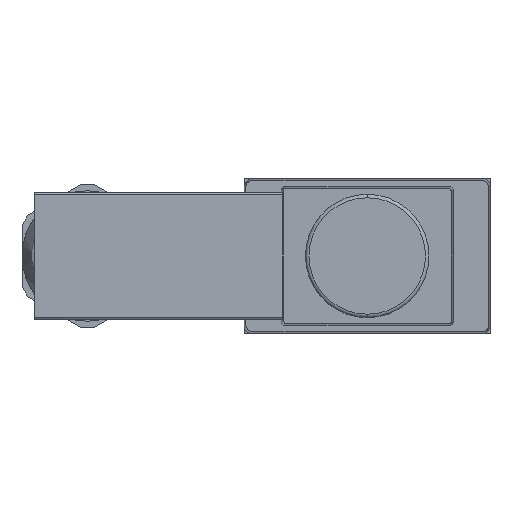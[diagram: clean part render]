
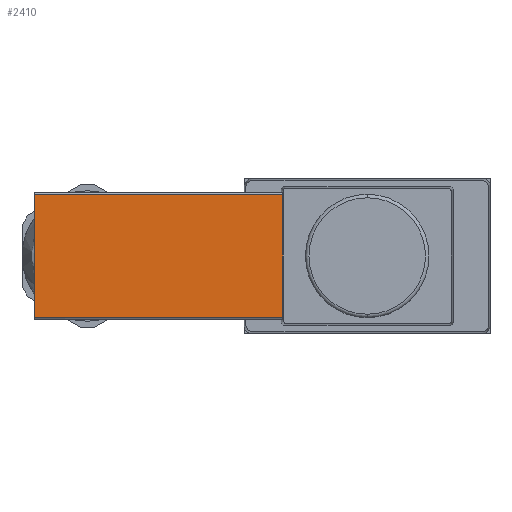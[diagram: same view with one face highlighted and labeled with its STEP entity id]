
A CAD part, left-side view. The second image highlights one B-rep face of the part: STEP entity #2410.
In plain terms, the highlighted planar face has unit normal (-1, 0, 0).
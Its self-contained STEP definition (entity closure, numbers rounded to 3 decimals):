
#451 = DIRECTION ( 'NONE',  ( 0., 0., -1. ) ) ;
#513 = LINE ( 'NONE', #6983, #3330 ) ;
#714 = ORIENTED_EDGE ( 'NONE', *, *, #4443, .F. ) ;
#898 = LINE ( 'NONE', #2687, #5179 ) ;
#1552 = PLANE ( 'NONE',  #1702 ) ;
#1702 = AXIS2_PLACEMENT_3D ( 'NONE', #2111, #2671, #6438 ) ;
#2111 = CARTESIAN_POINT ( 'NONE',  ( -86.94, -500000., 9.05 ) ) ;
#2380 = CARTESIAN_POINT ( 'NONE',  ( -86.94, 12.004, 8.75 ) ) ;
#2410 = ADVANCED_FACE ( 'NONE', ( #4507 ), #1552, .T. ) ;
#2671 = DIRECTION ( 'NONE',  ( -1., 0., 0. ) ) ;
#2685 = ORIENTED_EDGE ( 'NONE', *, *, #4355, .F. ) ;
#2687 = CARTESIAN_POINT ( 'NONE',  ( -86.94, -500000., 8.75 ) ) ;
#3247 = EDGE_CURVE ( 'NONE', #3817, #5759, #513, .T. ) ;
#3309 = CARTESIAN_POINT ( 'NONE',  ( -86.94, -500000., -8.75 ) ) ;
#3330 = VECTOR ( 'NONE', #451, 1000. ) ;
#3631 = VECTOR ( 'NONE', #6764, 1000. ) ;
#3706 = VERTEX_POINT ( 'NONE', #6071 ) ;
#3817 = VERTEX_POINT ( 'NONE', #2380 ) ;
#3882 = DIRECTION ( 'NONE',  ( 0., 1., 0. ) ) ;
#4131 = EDGE_CURVE ( 'NONE', #4419, #3706, #6466, .T. ) ;
#4283 = ORIENTED_EDGE ( 'NONE', *, *, #4131, .T. ) ;
#4355 = EDGE_CURVE ( 'NONE', #4419, #3817, #898, .T. ) ;
#4419 = VERTEX_POINT ( 'NONE', #7010 ) ;
#4443 = EDGE_CURVE ( 'NONE', #5759, #3706, #4850, .T. ) ;
#4507 = FACE_OUTER_BOUND ( 'NONE', #6295, .T. ) ;
#4850 = LINE ( 'NONE', #3309, #6062 ) ;
#5179 = VECTOR ( 'NONE', #6984, 1000. ) ;
#5759 = VERTEX_POINT ( 'NONE', #7047 ) ;
#5948 = CARTESIAN_POINT ( 'NONE',  ( -86.94, 47.35, 9.05 ) ) ;
#6062 = VECTOR ( 'NONE', #3882, 1000. ) ;
#6069 = ORIENTED_EDGE ( 'NONE', *, *, #3247, .F. ) ;
#6071 = CARTESIAN_POINT ( 'NONE',  ( -86.94, 47.35, -8.75 ) ) ;
#6295 = EDGE_LOOP ( 'NONE', ( #6069, #2685, #4283, #714 ) ) ;
#6438 = DIRECTION ( 'NONE',  ( 0., 1., 0. ) ) ;
#6466 = LINE ( 'NONE', #5948, #3631 ) ;
#6764 = DIRECTION ( 'NONE',  ( 0., 0., -1. ) ) ;
#6983 = CARTESIAN_POINT ( 'NONE',  ( -86.94, 12.004, 9.05 ) ) ;
#6984 = DIRECTION ( 'NONE',  ( 0., -1., 0. ) ) ;
#7010 = CARTESIAN_POINT ( 'NONE',  ( -86.94, 47.35, 8.75 ) ) ;
#7047 = CARTESIAN_POINT ( 'NONE',  ( -86.94, 12.004, -8.75 ) ) ;
